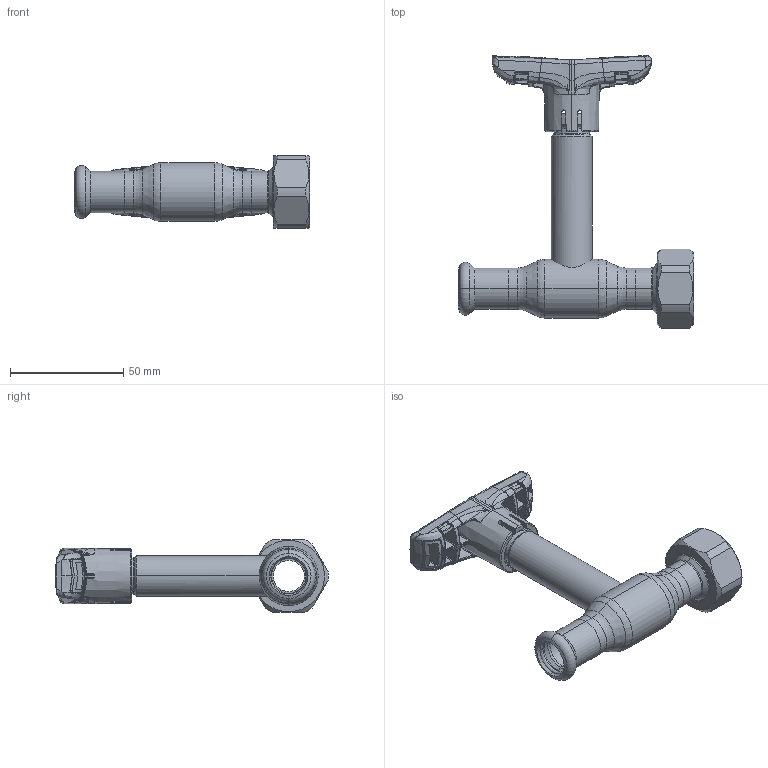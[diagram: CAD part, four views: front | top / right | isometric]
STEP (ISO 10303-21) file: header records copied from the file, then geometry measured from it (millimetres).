
FILE_DESCRIPTION (( 'STEP AP214' ), '1' );
FILE_NAME ('1010001411-1400.step', '2024-01-16T11:02:32', ( '' ), ( '' ), 'SwSTEP 2.0', 'SolidWorks 2021', '' );
FILE_SCHEMA (( 'AUTOMOTIVE_DESIGN' ));
Length unit declared in the file: millimetre
Products named in the file (1): 1010001411-1400
Bounding box: 103.7 x 120.28 x 32 mm (x, y, z)
Surface area: 25483.8 mm2 (no closed solid volume)
Topology: 0 solids, 11 shells, 723 faces, 2137 edges, 1341 vertices
Faces by surface type: bspline 554, plane 56, cylinder 50, cone 33, torus 23, sphere 7
Entity records: 55461 total; most frequent: CARTESIAN_POINT 33204, ORIENTED_EDGE 3713, EDGE_CURVE 2133, DIRECTION 1538, B_SPLINE_CURVE_WITH_KNOTS 1440, VERTEX_POINT 1341, EDGE_LOOP 734, UNCERTAINTY_MEASURE_WITH_UNIT 725
